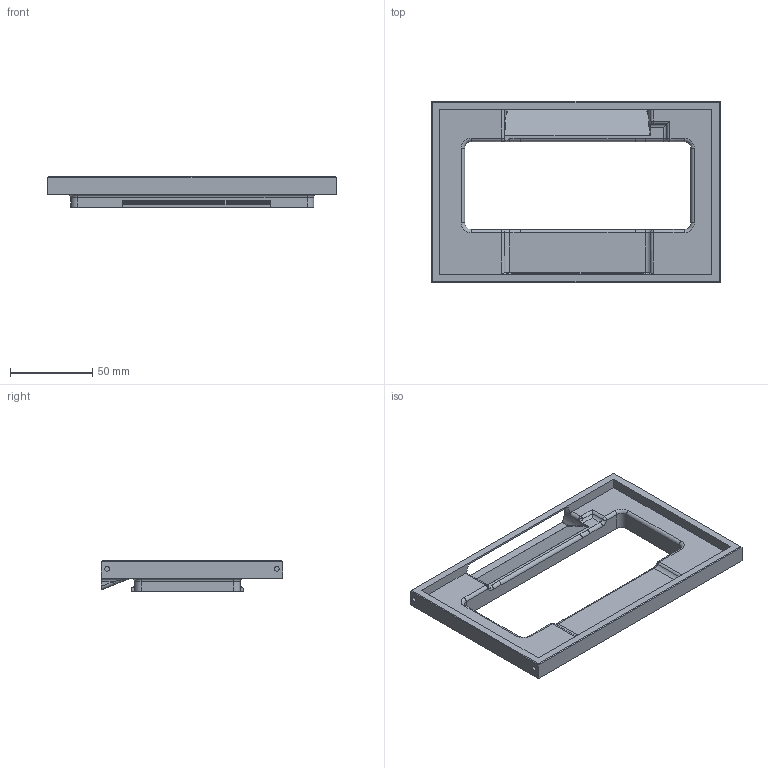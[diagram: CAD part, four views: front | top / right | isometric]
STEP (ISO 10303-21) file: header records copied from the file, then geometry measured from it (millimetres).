
FILE_DESCRIPTION(/* description */ (''),/* implementation_level */ '2;1');
FILE_NAME(/* name */ 'down mount.step',/* time_stamp */ '2021-05-30T12:42:23+02:00',/* author */ (''),/* organization */ (''),/* preprocessor_version */ 'ST-DEVELOPER v18.1',/* originating_system */ 'Autodesk Translation Framework v10.6.0.1341',/* authorisation */ '');
FILE_SCHEMA (('AUTOMOTIVE_DESIGN { 1 0 10303 214 3 1 1 }'));
Length unit declared in the file: millimetre
Products named in the file (1): Fly Mellow 4.5"
Bounding box: 175.69 x 110.39 x 18.65 mm (x, y, z)
Volume: 72409.7 mm3; surface area: 41687.8 mm2
Topology: 1 solids, 1 shells, 186 faces, 506 edges, 311 vertices
Faces by surface type: plane 77, cylinder 57, bspline 31, torus 17, sphere 2, cone 2
Full cylindrical faces by diameter (mm): 2.9 x4
Entity records: 7551 total; most frequent: CARTESIAN_POINT 2938, ORIENTED_EDGE 998, DIRECTION 882, EDGE_CURVE 499, VERTEX_POINT 311, AXIS2_PLACEMENT_3D 305, LINE 272, VECTOR 272
